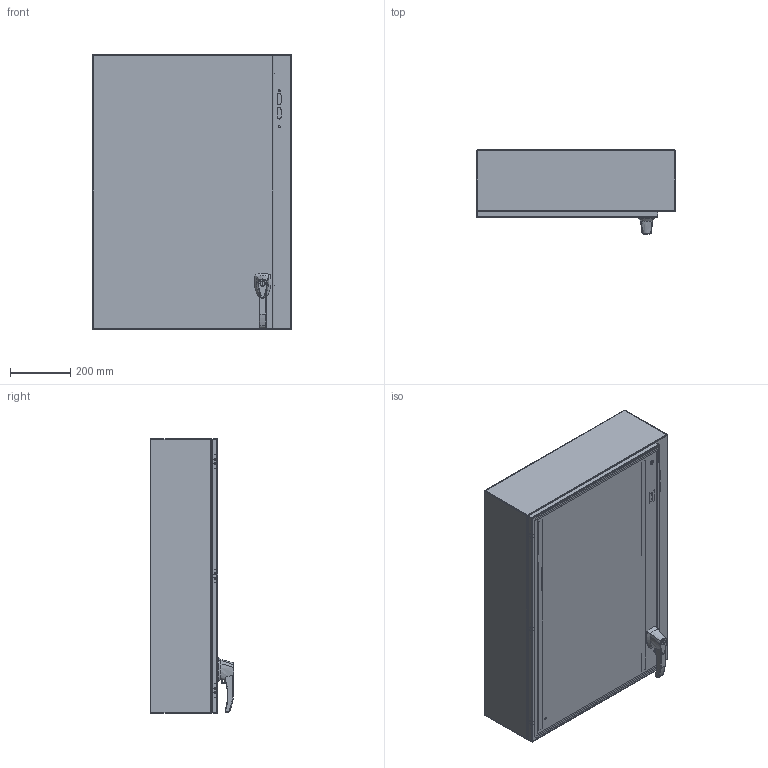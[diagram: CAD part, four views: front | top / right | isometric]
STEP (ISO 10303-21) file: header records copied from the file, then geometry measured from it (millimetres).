
FILE_DESCRIPTION (( 'STEP AP214' ), '1' );
FILE_NAME ('EN4DSC36268GY.STEP', '2019-11-14T14:36:59', ( '' ), ( '' ), 'SwSTEP 2.0', 'SolidWorks 2019', '' );
FILE_SCHEMA (( 'AUTOMOTIVE_DESIGN' ));
Length unit declared in the file: millimetre
Products named in the file (1): EN4DSC36268GY
Bounding box: 660.4 x 278.18 x 914.4 mm (x, y, z)
Volume: 3672528.1 mm3; surface area: 4440012.3 mm2
Topology: 53 solids, 54 shells, 1085 faces, 2561 edges, 1629 vertices
Faces by surface type: plane 581, cylinder 341, bspline 89, torus 34, cone 24, sphere 16
Full cylindrical faces by diameter (mm): 3.967 x2, 4.369 x3, 4.394 x2, 4.47 x4, 4.572 x2, 4.775 x2, 4.976 x1, 5.461 x2, 5.74 x3, 5.893 x1, 5.918 x1, 6.096 x3, 6.35 x11, 6.502 x1, 6.731 x2, 6.858 x6, 7.137 x4, 7.417 x3, 7.937 x5, 7.938 x3, 8.001 x1, 8.128 x1, 8.255 x1, 8.484 x1, 8.89 x1, 9.525 x5, 10.008 x1, 10.109 x9, 10.211 x2, 10.49 x2
Entity records: 68557 total; most frequent: CARTESIAN_POINT 33827, DIRECTION 4700, ORIENTED_EDGE 4642, EDGE_CURVE 2321, AXIS2_PLACEMENT_3D 1690, VERTEX_POINT 1602, EDGE_LOOP 1415, VECTOR 1320
